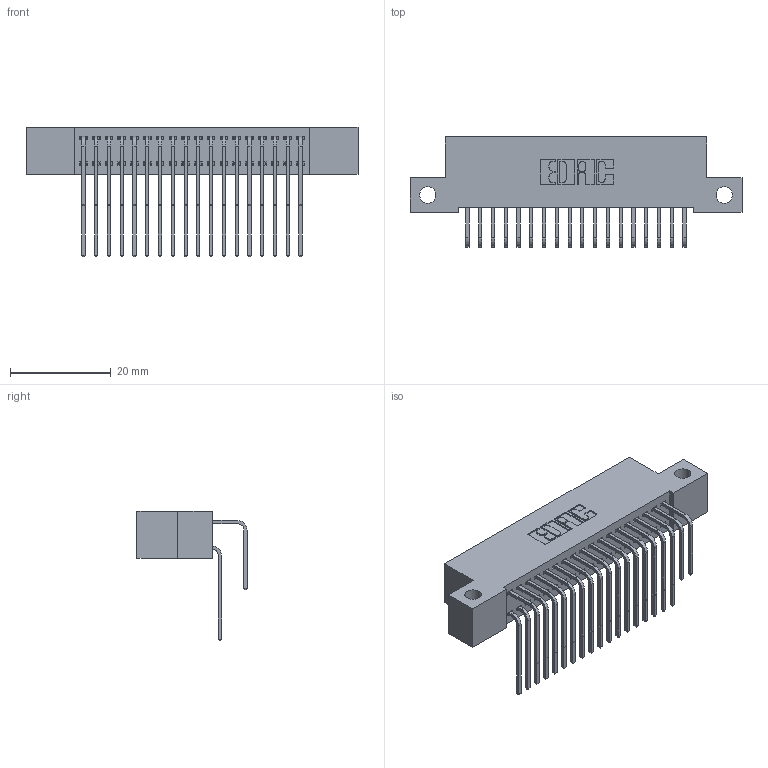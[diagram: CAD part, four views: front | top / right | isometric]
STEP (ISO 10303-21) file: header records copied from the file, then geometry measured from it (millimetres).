
FILE_DESCRIPTION (( 'STEP AP203' ), '1' );
FILE_NAME ('342-036-558-212.STEP', '2018-08-11T20:50:46', ( '' ), ( '' ), 'SwSTEP 2.0', 'SolidWorks 2016', '' );
FILE_SCHEMA (( 'CONFIG_CONTROL_DESIGN' ));
Length unit declared in the file: inch
Products named in the file (4): 342 Part_Side Mount; 345-292-001_558 559 Tail - 1; 345-292-001_558 Tail - 2; 342-036-558-212
Assembly tree (37 placements, depth 2):
  342-036-558-212
    342 Part_Side Mount
    345-292-001_558 559 Tail - 1  x18
    345-292-001_558 Tail - 2  x18
Bounding box: 66.04 x 21.91 x 25.78 mm (x, y, z)
Volume: 5953.8 mm3; surface area: 9879.7 mm2
Topology: 37 solids, 37 shells, 2054 faces, 6095 edges, 4014 vertices
Faces by surface type: plane 1434, cylinder 620
Entity records: 16339 total; most frequent: CARTESIAN_POINT 2785, ORIENTED_EDGE 2670, DIRECTION 2403, EDGE_CURVE 1335, VECTOR 1167, LINE 1167, VERTEX_POINT 886, AXIS2_PLACEMENT_3D 618
